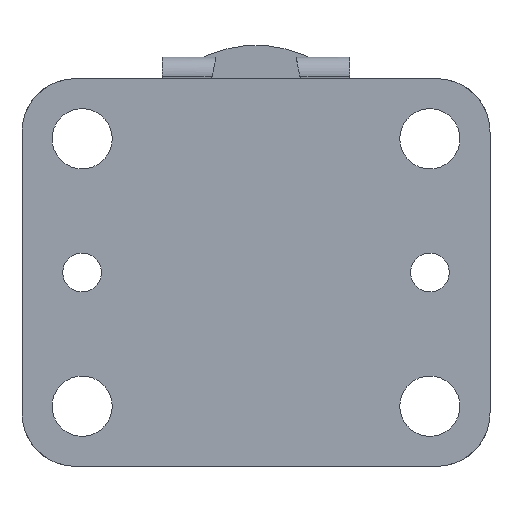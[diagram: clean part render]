
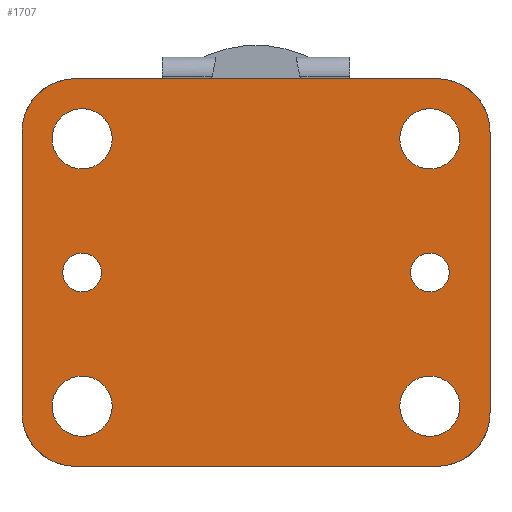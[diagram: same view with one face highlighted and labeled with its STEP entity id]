
A CAD part, front view. The second image highlights one B-rep face of the part: STEP entity #1707.
In plain terms, the highlighted planar face has unit normal (0, -1, 0).
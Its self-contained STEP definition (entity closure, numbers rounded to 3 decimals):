
#52=PLANE('',#1852);
#109=LINE('',#2623,#255);
#112=LINE('',#2643,#258);
#113=LINE('',#2647,#259);
#114=LINE('',#2651,#260);
#255=VECTOR('',#2082,1000.);
#258=VECTOR('',#2101,1000.);
#259=VECTOR('',#2104,1000.);
#260=VECTOR('',#2107,1000.);
#418=ORIENTED_EDGE('',*,*,#908,.F.);
#419=ORIENTED_EDGE('',*,*,#909,.F.);
#420=ORIENTED_EDGE('',*,*,#910,.T.);
#421=ORIENTED_EDGE('',*,*,#911,.T.);
#422=ORIENTED_EDGE('',*,*,#912,.T.);
#423=ORIENTED_EDGE('',*,*,#913,.T.);
#424=ORIENTED_EDGE('',*,*,#905,.T.);
#425=ORIENTED_EDGE('',*,*,#914,.F.);
#426=ORIENTED_EDGE('',*,*,#915,.T.);
#427=ORIENTED_EDGE('',*,*,#916,.F.);
#428=ORIENTED_EDGE('',*,*,#917,.F.);
#429=ORIENTED_EDGE('',*,*,#918,.F.);
#430=ORIENTED_EDGE('',*,*,#919,.F.);
#431=ORIENTED_EDGE('',*,*,#920,.F.);
#905=EDGE_CURVE('',#1149,#1148,#109,.T.);
#908=EDGE_CURVE('',#1151,#1151,#1310,.T.);
#909=EDGE_CURVE('',#1152,#1152,#1311,.T.);
#910=EDGE_CURVE('',#1153,#1153,#1312,.T.);
#911=EDGE_CURVE('',#1154,#1154,#1313,.T.);
#912=EDGE_CURVE('',#1155,#1155,#1314,.T.);
#913=EDGE_CURVE('',#1156,#1156,#1315,.T.);
#914=EDGE_CURVE('',#1157,#1148,#1316,.T.);
#915=EDGE_CURVE('',#1157,#1158,#112,.T.);
#916=EDGE_CURVE('',#1159,#1158,#1317,.T.);
#917=EDGE_CURVE('',#1160,#1159,#113,.T.);
#918=EDGE_CURVE('',#1161,#1160,#1318,.T.);
#919=EDGE_CURVE('',#1162,#1161,#114,.T.);
#920=EDGE_CURVE('',#1149,#1162,#1319,.T.);
#1148=VERTEX_POINT('',#2622);
#1149=VERTEX_POINT('',#2624);
#1151=VERTEX_POINT('',#2630);
#1152=VERTEX_POINT('',#2632);
#1153=VERTEX_POINT('',#2634);
#1154=VERTEX_POINT('',#2636);
#1155=VERTEX_POINT('',#2638);
#1156=VERTEX_POINT('',#2640);
#1157=VERTEX_POINT('',#2642);
#1158=VERTEX_POINT('',#2644);
#1159=VERTEX_POINT('',#2646);
#1160=VERTEX_POINT('',#2648);
#1161=VERTEX_POINT('',#2650);
#1162=VERTEX_POINT('',#2652);
#1310=CIRCLE('',#1853,2.9);
#1311=CIRCLE('',#1854,2.9);
#1312=CIRCLE('',#1855,4.5);
#1313=CIRCLE('',#1856,4.5);
#1314=CIRCLE('',#1857,4.5);
#1315=CIRCLE('',#1858,4.5);
#1316=CIRCLE('',#1859,8.);
#1317=CIRCLE('',#1860,8.);
#1318=CIRCLE('',#1861,8.);
#1319=CIRCLE('',#1862,8.);
#1398=EDGE_LOOP('',(#418));
#1399=EDGE_LOOP('',(#419));
#1400=EDGE_LOOP('',(#420));
#1401=EDGE_LOOP('',(#421));
#1402=EDGE_LOOP('',(#422));
#1403=EDGE_LOOP('',(#423));
#1404=EDGE_LOOP('',(#424,#425,#426,#427,#428,#429,#430,#431));
#1528=FACE_BOUND('',#1398,.T.);
#1529=FACE_BOUND('',#1399,.T.);
#1530=FACE_BOUND('',#1400,.T.);
#1531=FACE_BOUND('',#1401,.T.);
#1532=FACE_BOUND('',#1402,.T.);
#1533=FACE_BOUND('',#1403,.T.);
#1534=FACE_BOUND('',#1404,.T.);
#1707=ADVANCED_FACE('',(#1528,#1529,#1530,#1531,#1532,#1533,#1534),#52,
 .F.);
#1852=AXIS2_PLACEMENT_3D('',#2628,#2085,#2086);
#1853=AXIS2_PLACEMENT_3D('',#2629,#2087,#2088);
#1854=AXIS2_PLACEMENT_3D('',#2631,#2089,#2090);
#1855=AXIS2_PLACEMENT_3D('',#2633,#2091,#2092);
#1856=AXIS2_PLACEMENT_3D('',#2635,#2093,#2094);
#1857=AXIS2_PLACEMENT_3D('',#2637,#2095,#2096);
#1858=AXIS2_PLACEMENT_3D('',#2639,#2097,#2098);
#1859=AXIS2_PLACEMENT_3D('',#2641,#2099,#2100);
#1860=AXIS2_PLACEMENT_3D('',#2645,#2102,#2103);
#1861=AXIS2_PLACEMENT_3D('',#2649,#2105,#2106);
#1862=AXIS2_PLACEMENT_3D('',#2653,#2108,#2109);
#2082=DIRECTION('',(0.,0.,-1.));
#2085=DIRECTION('',(0.,1.,0.));
#2086=DIRECTION('',(0.,0.,1.));
#2087=DIRECTION('',(0.,-1.,0.));
#2088=DIRECTION('',(0.,0.,-1.));
#2089=DIRECTION('',(0.,-1.,0.));
#2090=DIRECTION('',(0.,0.,-1.));
#2091=DIRECTION('',(0.,1.,0.));
#2092=DIRECTION('',(0.,0.,1.));
#2093=DIRECTION('',(0.,1.,0.));
#2094=DIRECTION('',(0.,0.,1.));
#2095=DIRECTION('',(0.,1.,0.));
#2096=DIRECTION('',(0.,0.,1.));
#2097=DIRECTION('',(0.,1.,0.));
#2098=DIRECTION('',(0.,0.,1.));
#2099=DIRECTION('',(0.,1.,0.));
#2100=DIRECTION('',(1.,0.,0.));
#2101=DIRECTION('',(1.,0.,0.));
#2102=DIRECTION('',(0.,1.,0.));
#2103=DIRECTION('',(1.,0.,0.));
#2104=DIRECTION('',(0.,0.,-1.));
#2105=DIRECTION('',(0.,1.,0.));
#2106=DIRECTION('',(1.,0.,0.));
#2107=DIRECTION('',(1.,0.,0.));
#2108=DIRECTION('',(0.,1.,0.));
#2109=DIRECTION('',(1.,0.,0.));
#2622=CARTESIAN_POINT('',(-35.,0.,-1.));
#2623=CARTESIAN_POINT('',(-35.,0.,49.));
#2624=CARTESIAN_POINT('',(-35.,0.,41.));
#2628=CARTESIAN_POINT('',(-35.,0.,49.));
#2629=CARTESIAN_POINT('',(-26.,0.,20.));
#2630=CARTESIAN_POINT('',(-26.,0.,17.1));
#2631=CARTESIAN_POINT('',(26.,0.,20.));
#2632=CARTESIAN_POINT('',(26.,0.,17.1));
#2633=CARTESIAN_POINT('',(-26.,0.,0.));
#2634=CARTESIAN_POINT('',(-26.,0.,4.5));
#2635=CARTESIAN_POINT('',(-26.,0.,40.));
#2636=CARTESIAN_POINT('',(-26.,0.,44.5));
#2637=CARTESIAN_POINT('',(26.,0.,0.));
#2638=CARTESIAN_POINT('',(26.,0.,4.5));
#2639=CARTESIAN_POINT('',(26.,0.,40.));
#2640=CARTESIAN_POINT('',(26.,0.,44.5));
#2641=CARTESIAN_POINT('',(-27.,0.,-1.));
#2642=CARTESIAN_POINT('',(-27.,0.,-9.));
#2643=CARTESIAN_POINT('',(-35.,0.,-9.));
#2644=CARTESIAN_POINT('',(27.,0.,-9.));
#2645=CARTESIAN_POINT('',(27.,0.,-1.));
#2646=CARTESIAN_POINT('',(35.,0.,-1.));
#2647=CARTESIAN_POINT('',(35.,0.,49.));
#2648=CARTESIAN_POINT('',(35.,0.,41.));
#2649=CARTESIAN_POINT('',(27.,0.,41.));
#2650=CARTESIAN_POINT('',(27.,0.,49.));
#2651=CARTESIAN_POINT('',(-35.,0.,49.));
#2652=CARTESIAN_POINT('',(-27.,0.,49.));
#2653=CARTESIAN_POINT('',(-27.,0.,41.));
